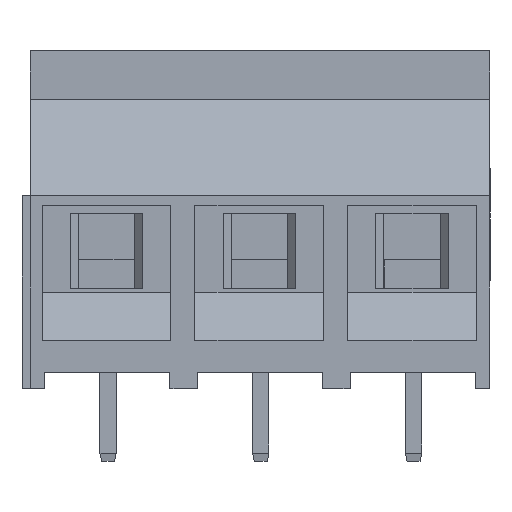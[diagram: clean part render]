
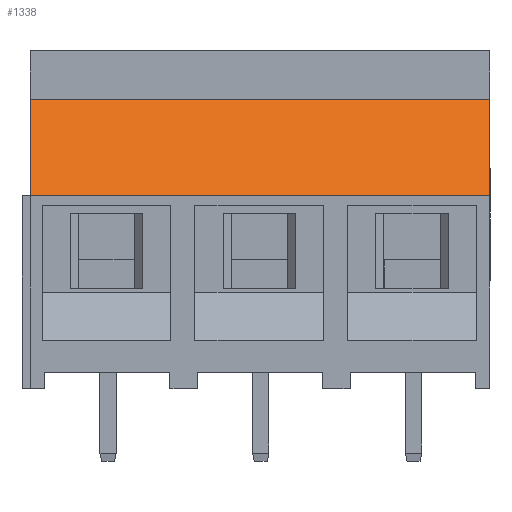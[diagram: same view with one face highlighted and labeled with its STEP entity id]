
A CAD part, top view. The second image highlights one B-rep face of the part: STEP entity #1338.
In plain terms, the highlighted face is planar.
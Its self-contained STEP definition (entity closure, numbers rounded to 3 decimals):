
#96 = PLANE('',#97);
#97 = AXIS2_PLACEMENT_3D('',#98,#99,#100);
#98 = CARTESIAN_POINT('',(6.597,0.,
    9.646));
#99 = DIRECTION('',(0.,1.,0.));
#100 = DIRECTION('',(0.,0.,1.));
#424 = VERTEX_POINT('',#425);
#425 = CARTESIAN_POINT('',(0.,0.,12.));
#439 = PLANE('',#440);
#440 = AXIS2_PLACEMENT_3D('',#441,#442,#443);
#441 = CARTESIAN_POINT('',(0.,0.,0.));
#442 = DIRECTION('',(-1.,0.,0.));
#443 = DIRECTION('',(0.,0.,1.));
#451 = EDGE_CURVE('',#424,#452,#454,.T.);
#452 = VERTEX_POINT('',#453);
#453 = CARTESIAN_POINT('',(3.9,0.,18.));
#454 = SURFACE_CURVE('',#455,(#459,#466),.PCURVE_S1.);
#455 = LINE('',#456,#457);
#456 = CARTESIAN_POINT('',(0.,0.,12.));
#457 = VECTOR('',#458,1.);
#458 = DIRECTION('',(0.545,0.,0.838)
  );
#459 = PCURVE('',#96,#460);
#460 = DEFINITIONAL_REPRESENTATION('',(#461),#465);
#461 = LINE('',#462,#463);
#462 = CARTESIAN_POINT('',(2.354,-6.597));
#463 = VECTOR('',#464,1.);
#464 = DIRECTION('',(0.838,0.545));
#465 = ( GEOMETRIC_REPRESENTATION_CONTEXT(2) 
PARAMETRIC_REPRESENTATION_CONTEXT() REPRESENTATION_CONTEXT('2D SPACE',''
  ) );
#466 = PCURVE('',#467,#472);
#467 = PLANE('',#468);
#468 = AXIS2_PLACEMENT_3D('',#469,#470,#471);
#469 = CARTESIAN_POINT('',(0.,0.,12.));
#470 = DIRECTION('',(-0.838,0.,0.545)
  );
#471 = DIRECTION('',(0.545,0.,0.838)
  );
#472 = DEFINITIONAL_REPRESENTATION('',(#473),#477);
#473 = LINE('',#474,#475);
#474 = CARTESIAN_POINT('',(0.,0.));
#475 = VECTOR('',#476,1.);
#476 = DIRECTION('',(1.,0.));
#477 = ( GEOMETRIC_REPRESENTATION_CONTEXT(2) 
PARAMETRIC_REPRESENTATION_CONTEXT() REPRESENTATION_CONTEXT('2D SPACE',''
  ) );
#495 = PLANE('',#496);
#496 = AXIS2_PLACEMENT_3D('',#497,#498,#499);
#497 = CARTESIAN_POINT('',(3.9,0.,18.));
#498 = DIRECTION('',(-1.,0.,0.));
#499 = DIRECTION('',(0.,0.,1.));
#604 = PLANE('',#605);
#605 = AXIS2_PLACEMENT_3D('',#606,#607,#608);
#606 = CARTESIAN_POINT('',(6.597,-28.6,9.646));
#607 = DIRECTION('',(0.,1.,0.));
#608 = DIRECTION('',(0.,0.,1.));
#1293 = EDGE_CURVE('',#452,#1294,#1296,.T.);
#1294 = VERTEX_POINT('',#1295);
#1295 = CARTESIAN_POINT('',(3.9,-28.6,18.));
#1296 = SURFACE_CURVE('',#1297,(#1301,#1308),.PCURVE_S1.);
#1297 = LINE('',#1298,#1299);
#1298 = CARTESIAN_POINT('',(3.9,0.,18.));
#1299 = VECTOR('',#1300,1.);
#1300 = DIRECTION('',(0.,-1.,0.));
#1301 = PCURVE('',#495,#1302);
#1302 = DEFINITIONAL_REPRESENTATION('',(#1303),#1307);
#1303 = LINE('',#1304,#1305);
#1304 = CARTESIAN_POINT('',(0.,0.));
#1305 = VECTOR('',#1306,1.);
#1306 = DIRECTION('',(0.,-1.));
#1307 = ( GEOMETRIC_REPRESENTATION_CONTEXT(2) 
PARAMETRIC_REPRESENTATION_CONTEXT() REPRESENTATION_CONTEXT('2D SPACE',''
  ) );
#1308 = PCURVE('',#467,#1309);
#1309 = DEFINITIONAL_REPRESENTATION('',(#1310),#1314);
#1310 = LINE('',#1311,#1312);
#1311 = CARTESIAN_POINT('',(7.156,0.));
#1312 = VECTOR('',#1313,1.);
#1313 = DIRECTION('',(0.,-1.));
#1314 = ( GEOMETRIC_REPRESENTATION_CONTEXT(2) 
PARAMETRIC_REPRESENTATION_CONTEXT() REPRESENTATION_CONTEXT('2D SPACE',''
  ) );
#1338 = ADVANCED_FACE('',(#1339),#467,.T.);
#1339 = FACE_BOUND('',#1340,.T.);
#1340 = EDGE_LOOP('',(#1341,#1364,#1385,#1386));
#1341 = ORIENTED_EDGE('',*,*,#1342,.T.);
#1342 = EDGE_CURVE('',#424,#1343,#1345,.T.);
#1343 = VERTEX_POINT('',#1344);
#1344 = CARTESIAN_POINT('',(0.,-28.6,12.));
#1345 = SURFACE_CURVE('',#1346,(#1350,#1357),.PCURVE_S1.);
#1346 = LINE('',#1347,#1348);
#1347 = CARTESIAN_POINT('',(0.,0.,12.));
#1348 = VECTOR('',#1349,1.);
#1349 = DIRECTION('',(0.,-1.,0.));
#1350 = PCURVE('',#467,#1351);
#1351 = DEFINITIONAL_REPRESENTATION('',(#1352),#1356);
#1352 = LINE('',#1353,#1354);
#1353 = CARTESIAN_POINT('',(0.,0.));
#1354 = VECTOR('',#1355,1.);
#1355 = DIRECTION('',(0.,-1.));
#1356 = ( GEOMETRIC_REPRESENTATION_CONTEXT(2) 
PARAMETRIC_REPRESENTATION_CONTEXT() REPRESENTATION_CONTEXT('2D SPACE',''
  ) );
#1357 = PCURVE('',#439,#1358);
#1358 = DEFINITIONAL_REPRESENTATION('',(#1359),#1363);
#1359 = LINE('',#1360,#1361);
#1360 = CARTESIAN_POINT('',(12.,0.));
#1361 = VECTOR('',#1362,1.);
#1362 = DIRECTION('',(0.,-1.));
#1363 = ( GEOMETRIC_REPRESENTATION_CONTEXT(2) 
PARAMETRIC_REPRESENTATION_CONTEXT() REPRESENTATION_CONTEXT('2D SPACE',''
  ) );
#1364 = ORIENTED_EDGE('',*,*,#1365,.T.);
#1365 = EDGE_CURVE('',#1343,#1294,#1366,.T.);
#1366 = SURFACE_CURVE('',#1367,(#1371,#1378),.PCURVE_S1.);
#1367 = LINE('',#1368,#1369);
#1368 = CARTESIAN_POINT('',(0.,-28.6,12.));
#1369 = VECTOR('',#1370,1.);
#1370 = DIRECTION('',(0.545,0.,0.838)
  );
#1371 = PCURVE('',#467,#1372);
#1372 = DEFINITIONAL_REPRESENTATION('',(#1373),#1377);
#1373 = LINE('',#1374,#1375);
#1374 = CARTESIAN_POINT('',(0.,-28.6));
#1375 = VECTOR('',#1376,1.);
#1376 = DIRECTION('',(1.,0.));
#1377 = ( GEOMETRIC_REPRESENTATION_CONTEXT(2) 
PARAMETRIC_REPRESENTATION_CONTEXT() REPRESENTATION_CONTEXT('2D SPACE',''
  ) );
#1378 = PCURVE('',#604,#1379);
#1379 = DEFINITIONAL_REPRESENTATION('',(#1380),#1384);
#1380 = LINE('',#1381,#1382);
#1381 = CARTESIAN_POINT('',(2.354,-6.597));
#1382 = VECTOR('',#1383,1.);
#1383 = DIRECTION('',(0.838,0.545));
#1384 = ( GEOMETRIC_REPRESENTATION_CONTEXT(2) 
PARAMETRIC_REPRESENTATION_CONTEXT() REPRESENTATION_CONTEXT('2D SPACE',''
  ) );
#1385 = ORIENTED_EDGE('',*,*,#1293,.F.);
#1386 = ORIENTED_EDGE('',*,*,#451,.F.);
